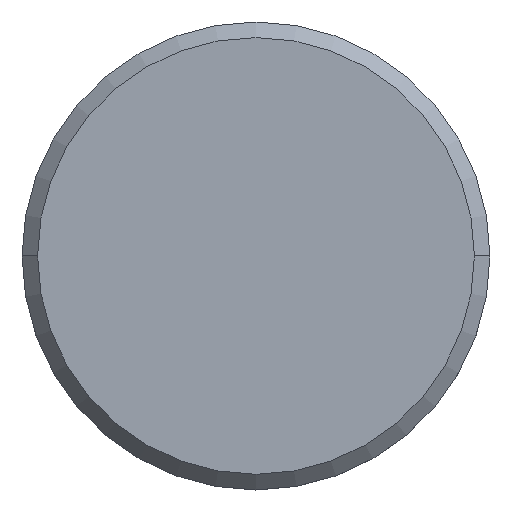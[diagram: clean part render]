
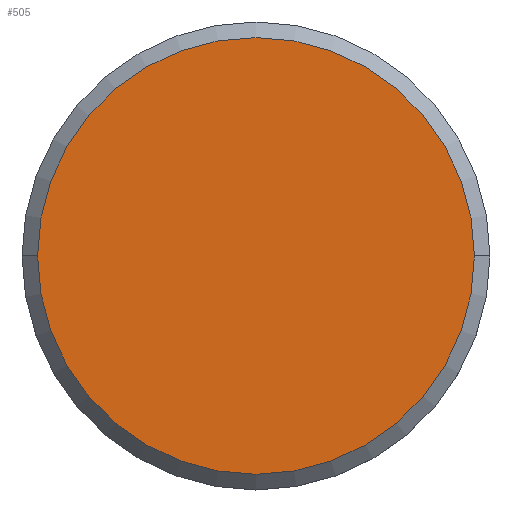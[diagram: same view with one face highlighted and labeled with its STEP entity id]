
A CAD part, top view. The second image highlights one B-rep face of the part: STEP entity #505.
In plain terms, the highlighted planar face has unit normal (0, 0, 1).
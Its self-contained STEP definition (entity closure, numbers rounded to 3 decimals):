
#41 = AXIS2_PLACEMENT_3D ( 'NONE', #843, #1444, #926 ) ;
#125 = DIRECTION ( 'NONE',  ( 0., 0., 1. ) ) ;
#135 = EDGE_CURVE ( 'NONE', #652, #1578, #1513, .T. ) ;
#310 = AXIS2_PLACEMENT_3D ( 'NONE', #637, #125, #363 ) ;
#355 = PLANE ( 'NONE',  #41 ) ;
#363 = DIRECTION ( 'NONE',  ( 1., 0., 0. ) ) ;
#438 = EDGE_CURVE ( 'NONE', #1578, #652, #1466, .T. ) ;
#505 = ADVANCED_FACE ( 'NONE', ( #590 ), #355, .T. ) ;
#590 = FACE_OUTER_BOUND ( 'NONE', #731, .T. ) ;
#596 = ORIENTED_EDGE ( 'NONE', *, *, #438, .T. ) ;
#637 = CARTESIAN_POINT ( 'NONE',  ( 0., 0., 20. ) ) ;
#652 = VERTEX_POINT ( 'NONE', #676 ) ;
#676 = CARTESIAN_POINT ( 'NONE',  ( -70., 0., 20. ) ) ;
#708 = DIRECTION ( 'NONE',  ( 0., 0., 1. ) ) ;
#731 = EDGE_LOOP ( 'NONE', ( #882, #596 ) ) ;
#765 = CARTESIAN_POINT ( 'NONE',  ( 70., 0., 20. ) ) ;
#770 = AXIS2_PLACEMENT_3D ( 'NONE', #1074, #708, #816 ) ;
#816 = DIRECTION ( 'NONE',  ( 1., 0., 0. ) ) ;
#843 = CARTESIAN_POINT ( 'NONE',  ( 0., 0., 20. ) ) ;
#882 = ORIENTED_EDGE ( 'NONE', *, *, #135, .T. ) ;
#926 = DIRECTION ( 'NONE',  ( 1., 0., 0. ) ) ;
#1074 = CARTESIAN_POINT ( 'NONE',  ( 0., 0., 20. ) ) ;
#1444 = DIRECTION ( 'NONE',  ( 0., 0., 1. ) ) ;
#1466 = CIRCLE ( 'NONE', #770, 70. ) ;
#1513 = CIRCLE ( 'NONE', #310, 70. ) ;
#1578 = VERTEX_POINT ( 'NONE', #765 ) ;
